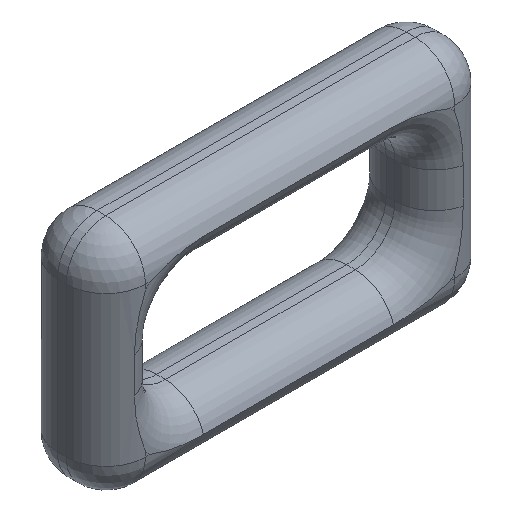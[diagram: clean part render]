
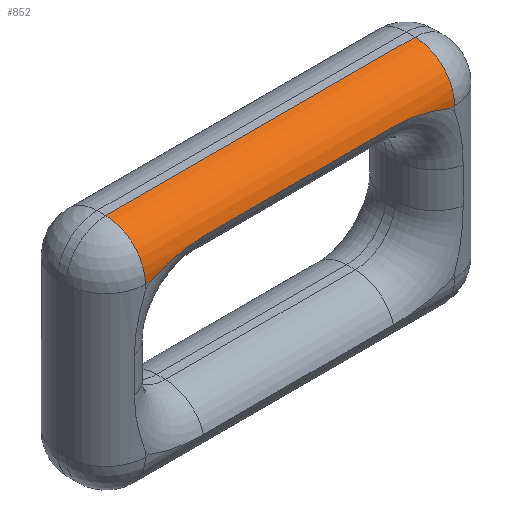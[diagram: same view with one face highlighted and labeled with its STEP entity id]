
A CAD part, isometric view. The second image highlights one B-rep face of the part: STEP entity #852.
In plain terms, the highlighted cylindrical face has radius 9 mm (diameter 18 mm), a partial arc.
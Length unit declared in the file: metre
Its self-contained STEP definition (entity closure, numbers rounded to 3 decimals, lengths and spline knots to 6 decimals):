
#15=B_SPLINE_CURVE_WITH_KNOTS('',3,(#1447,#1448,#1449,#1450,#1451,#1452),
 .UNSPECIFIED.,.F.,.F.,(4,1,1,4),(-0.000023,0.003151,
0.006325,0.012672),.UNSPECIFIED.);
#19=B_SPLINE_CURVE_WITH_KNOTS('',3,(#1507,#1508,#1509,#1510,#1511),
 .UNSPECIFIED.,.F.,.F.,(4,1,4),(0.,0.006356,
0.012711),.UNSPECIFIED.);
#56=CYLINDRICAL_SURFACE('',#955,0.009);
#84=CIRCLE('',#926,0.009);
#102=CIRCLE('',#956,0.009);
#258=ORIENTED_EDGE('',*,*,#472,.F.);
#259=ORIENTED_EDGE('',*,*,#449,.T.);
#260=ORIENTED_EDGE('',*,*,#392,.F.);
#261=ORIENTED_EDGE('',*,*,#446,.T.);
#262=ORIENTED_EDGE('',*,*,#404,.F.);
#263=ORIENTED_EDGE('',*,*,#473,.F.);
#264=ORIENTED_EDGE('',*,*,#391,.F.);
#265=ORIENTED_EDGE('',*,*,#474,.F.);
#391=EDGE_CURVE('',#519,#517,#587,.F.);
#392=EDGE_CURVE('',#520,#521,#588,.F.);
#404=EDGE_CURVE('',#532,#533,#598,.T.);
#446=EDGE_CURVE('',#520,#533,#84,.F.);
#449=EDGE_CURVE('',#567,#521,#15,.F.);
#472=EDGE_CURVE('',#567,#571,#631,.F.);
#473=EDGE_CURVE('',#517,#532,#102,.T.);
#474=EDGE_CURVE('',#571,#519,#19,.T.);
#517=VERTEX_POINT('',#1307);
#519=VERTEX_POINT('',#1310);
#520=VERTEX_POINT('',#1314);
#521=VERTEX_POINT('',#1315);
#532=VERTEX_POINT('',#1340);
#533=VERTEX_POINT('',#1342);
#567=VERTEX_POINT('',#1453);
#571=VERTEX_POINT('',#1505);
#587=LINE('',#1311,#643);
#588=LINE('',#1313,#644);
#598=LINE('',#1341,#654);
#631=LINE('',#1504,#687);
#643=VECTOR('',#1026,1.);
#644=VECTOR('',#1029,1.);
#654=VECTOR('',#1049,1.);
#687=VECTOR('',#1188,1.);
#724=EDGE_LOOP('',(#258,#259,#260,#261,#262,#263,#264,#265));
#780=FACE_BOUND('',#724,.T.);
#852=ADVANCED_FACE('',(#780),#56,.T.);
#926=AXIS2_PLACEMENT_3D('',#1438,#1125,#1126);
#955=AXIS2_PLACEMENT_3D('',#1503,#1186,#1187);
#956=AXIS2_PLACEMENT_3D('',#1506,#1189,#1190);
#1026=DIRECTION('',(1.,0.,0.));
#1029=DIRECTION('',(1.,0.,0.));
#1049=DIRECTION('',(1.,0.,0.));
#1125=DIRECTION('',(1.,0.,0.));
#1126=DIRECTION('',(0.,-1.,0.));
#1186=DIRECTION('',(1.,0.,0.));
#1187=DIRECTION('',(0.,-1.,0.));
#1188=DIRECTION('',(1.,0.,0.));
#1189=DIRECTION('',(-1.,0.,0.));
#1190=DIRECTION('',(0.,1.,0.));
#1307=CARTESIAN_POINT('',(0.662217,0.415675,0.032308));
#1310=CARTESIAN_POINT('',(0.663331,0.415675,0.032308));
#1311=CARTESIAN_POINT('',(0.697365,0.415675,0.032308));
#1313=CARTESIAN_POINT('',(0.697365,0.415675,0.032308));
#1314=CARTESIAN_POINT('',(0.732513,0.415675,0.032308));
#1315=CARTESIAN_POINT('',(0.731399,0.415675,0.032308));
#1340=CARTESIAN_POINT('',(0.662217,0.424675,0.041308));
#1341=CARTESIAN_POINT('',(0.697365,0.424675,0.041308));
#1342=CARTESIAN_POINT('',(0.732513,0.424675,0.041308));
#1438=CARTESIAN_POINT('',(0.732513,0.424675,0.032308));
#1447=CARTESIAN_POINT('',(0.731399,0.415675,0.032308));
#1448=CARTESIAN_POINT('',(0.730417,0.415675,0.032702));
#1449=CARTESIAN_POINT('',(0.728378,0.415728,0.033424));
#1450=CARTESIAN_POINT('',(0.724288,0.415918,0.034465));
#1451=CARTESIAN_POINT('',(0.721116,0.416028,0.034804));
#1452=CARTESIAN_POINT('',(0.718957,0.416028,0.034804));
#1453=CARTESIAN_POINT('',(0.718957,0.416028,0.034804));
#1503=CARTESIAN_POINT('',(0.697365,0.424675,0.032308));
#1504=CARTESIAN_POINT('',(0.697365,0.416028,0.034804));
#1505=CARTESIAN_POINT('',(0.675773,0.416028,0.034804));
#1506=CARTESIAN_POINT('',(0.662217,0.424675,0.032308));
#1507=CARTESIAN_POINT('',(0.675773,0.416028,0.034804));
#1508=CARTESIAN_POINT('',(0.673631,0.416028,0.034804));
#1509=CARTESIAN_POINT('',(0.669429,0.415883,0.034367));
#1510=CARTESIAN_POINT('',(0.665298,0.415675,0.033096));
#1511=CARTESIAN_POINT('',(0.663331,0.415675,0.032308));
